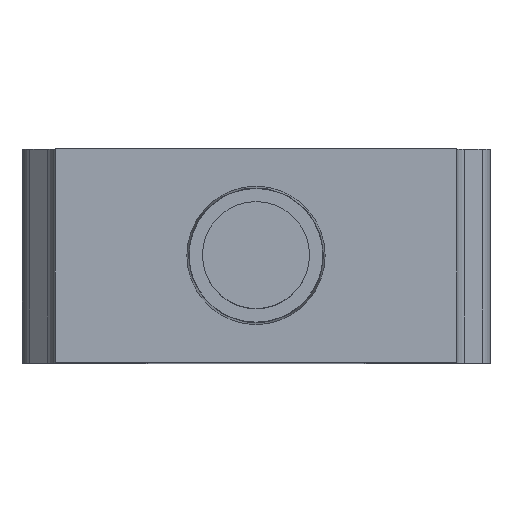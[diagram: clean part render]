
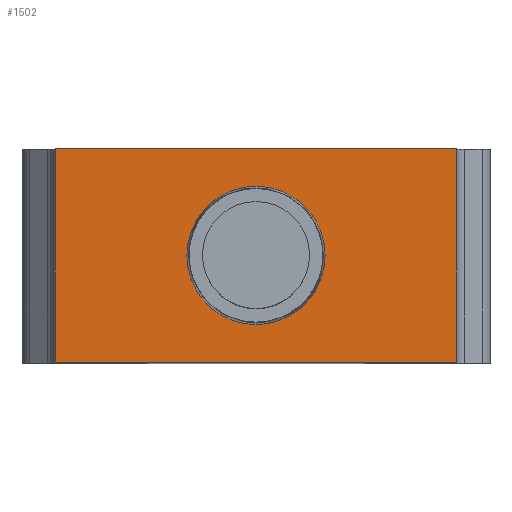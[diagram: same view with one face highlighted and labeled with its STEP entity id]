
A CAD part, top view. The second image highlights one B-rep face of the part: STEP entity #1502.
In plain terms, the highlighted face is planar.
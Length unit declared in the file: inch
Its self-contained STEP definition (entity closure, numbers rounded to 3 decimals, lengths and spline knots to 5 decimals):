
#5 = EDGE_LOOP ( 'NONE', ( #768 ) ) ;
#10 = VECTOR ( 'NONE', #1233, 39.37008 ) ;
#22 = DIRECTION ( 'NONE',  ( 0., 0., 1. ) ) ;
#71 = ORIENTED_EDGE ( 'NONE', *, *, #440, .F. ) ;
#88 = CIRCLE ( 'NONE', #912, 0.20359 ) ;
#112 = FACE_BOUND ( 'NONE', #5, .T. ) ;
#264 = DIRECTION ( 'NONE',  ( 0., -1., 0. ) ) ;
#272 = AXIS2_PLACEMENT_3D ( 'NONE', #481, #264, #1364 ) ;
#281 = EDGE_CURVE ( 'NONE', #423, #1122, #937, .T. ) ;
#304 = CARTESIAN_POINT ( 'NONE',  ( -0.38696, 0., -0.31496 ) ) ;
#322 = LINE ( 'NONE', #1922, #2163 ) ;
#360 = EDGE_CURVE ( 'NONE', #1211, #1211, #88, .T. ) ;
#421 = VECTOR ( 'NONE', #2254, 39.37008 ) ;
#423 = VERTEX_POINT ( 'NONE', #625 ) ;
#440 = EDGE_CURVE ( 'NONE', #2072, #959, #525, .T. ) ;
#442 = CARTESIAN_POINT ( 'NONE',  ( 0., 0., 0. ) ) ;
#462 = CARTESIAN_POINT ( 'NONE',  ( -0.59055, 0., -0.31496 ) ) ;
#481 = CARTESIAN_POINT ( 'NONE',  ( 0., 0., -0.57087 ) ) ;
#499 = CARTESIAN_POINT ( 'NONE',  ( 0., 0., 0. ) ) ;
#525 = LINE ( 'NONE', #1763, #10 ) ;
#601 = EDGE_LOOP ( 'NONE', ( #71, #1614, #1938, #896 ) ) ;
#625 = CARTESIAN_POINT ( 'NONE',  ( 0., 0., -0.62992 ) ) ;
#655 = PLANE ( 'NONE',  #272 ) ;
#709 = LINE ( 'NONE', #499, #421 ) ;
#768 = ORIENTED_EDGE ( 'NONE', *, *, #360, .T. ) ;
#836 = DIRECTION ( 'NONE',  ( 1., 0., 0. ) ) ;
#842 = DIRECTION ( 'NONE',  ( -1., 0., 0. ) ) ;
#896 = ORIENTED_EDGE ( 'NONE', *, *, #1609, .T. ) ;
#912 = AXIS2_PLACEMENT_3D ( 'NONE', #462, #1712, #836 ) ;
#937 = LINE ( 'NONE', #1287, #989 ) ;
#953 = CARTESIAN_POINT ( 'NONE',  ( -1.1811, 0., 0. ) ) ;
#959 = VERTEX_POINT ( 'NONE', #953 ) ;
#989 = VECTOR ( 'NONE', #22, 39.37008 ) ;
#1122 = VERTEX_POINT ( 'NONE', #442 ) ;
#1151 = FACE_OUTER_BOUND ( 'NONE', #601, .T. ) ;
#1211 = VERTEX_POINT ( 'NONE', #304 ) ;
#1233 = DIRECTION ( 'NONE',  ( 0., 0., 1. ) ) ;
#1287 = CARTESIAN_POINT ( 'NONE',  ( 0., 0., -0.57087 ) ) ;
#1364 = DIRECTION ( 'NONE',  ( -1., 0., 0. ) ) ;
#1433 = CARTESIAN_POINT ( 'NONE',  ( -1.1811, 0., -0.62992 ) ) ;
#1502 = ADVANCED_FACE ( 'NONE', ( #112, #1151 ), #655, .T. ) ;
#1609 = EDGE_CURVE ( 'NONE', #1122, #959, #709, .T. ) ;
#1611 = EDGE_CURVE ( 'NONE', #423, #2072, #322, .T. ) ;
#1614 = ORIENTED_EDGE ( 'NONE', *, *, #1611, .F. ) ;
#1712 = DIRECTION ( 'NONE',  ( 0., 1., 0. ) ) ;
#1763 = CARTESIAN_POINT ( 'NONE',  ( -1.1811, 0., -0.62992 ) ) ;
#1922 = CARTESIAN_POINT ( 'NONE',  ( -1.27953, 0., -0.62992 ) ) ;
#1938 = ORIENTED_EDGE ( 'NONE', *, *, #281, .T. ) ;
#2072 = VERTEX_POINT ( 'NONE', #1433 ) ;
#2163 = VECTOR ( 'NONE', #842, 39.37008 ) ;
#2254 = DIRECTION ( 'NONE',  ( -1., 0., 0. ) ) ;
